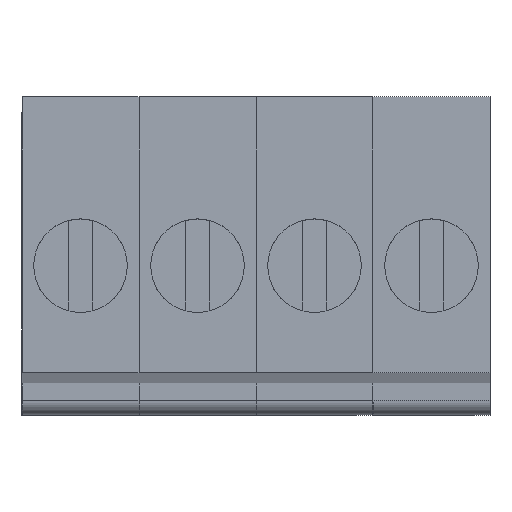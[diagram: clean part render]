
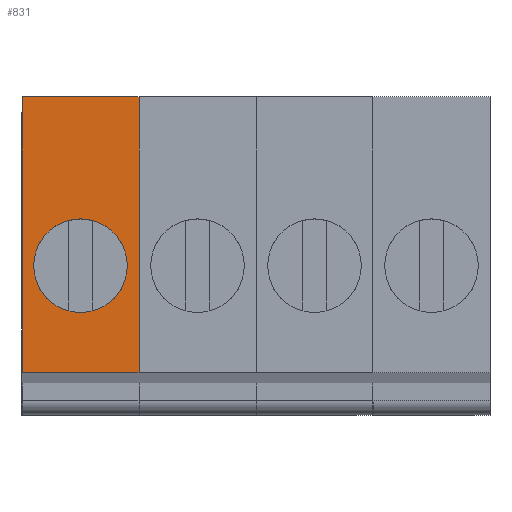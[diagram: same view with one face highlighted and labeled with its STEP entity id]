
A CAD part, top view. The second image highlights one B-rep face of the part: STEP entity #831.
In plain terms, the highlighted planar face has unit normal (0, 0, 1).
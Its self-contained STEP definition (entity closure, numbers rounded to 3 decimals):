
#101 = CYLINDRICAL_SURFACE('',#102,1.4);
#102 = AXIS2_PLACEMENT_3D('',#103,#104,#105);
#103 = CARTESIAN_POINT('',(1.75,-5.05,18.195));
#104 = DIRECTION('',(0.,0.,1.));
#105 = DIRECTION('',(0.,-1.,0.));
#442 = VERTEX_POINT('',#443);
#443 = CARTESIAN_POINT('',(1.75,-6.45,18.195));
#463 = EDGE_CURVE('',#464,#442,#466,.T.);
#464 = VERTEX_POINT('',#465);
#465 = CARTESIAN_POINT('',(1.75,-3.65,18.195));
#466 = SURFACE_CURVE('',#467,(#472,#479),.PCURVE_S1.);
#467 = CIRCLE('',#468,1.4);
#468 = AXIS2_PLACEMENT_3D('',#469,#470,#471);
#469 = CARTESIAN_POINT('',(1.75,-5.05,18.195));
#470 = DIRECTION('',(0.,0.,1.));
#471 = DIRECTION('',(0.,-1.,0.));
#472 = PCURVE('',#101,#473);
#473 = DEFINITIONAL_REPRESENTATION('',(#474),#478);
#474 = LINE('',#475,#476);
#475 = CARTESIAN_POINT('',(0.,0.));
#476 = VECTOR('',#477,1.);
#477 = DIRECTION('',(1.,0.));
#478 = ( GEOMETRIC_REPRESENTATION_CONTEXT(2) 
PARAMETRIC_REPRESENTATION_CONTEXT() REPRESENTATION_CONTEXT('2D SPACE',''
  ) );
#479 = PCURVE('',#480,#485);
#480 = PLANE('',#481);
#481 = AXIS2_PLACEMENT_3D('',#482,#483,#484);
#482 = CARTESIAN_POINT('',(1.75,-4.125,18.195));
#483 = DIRECTION('',(0.,0.,1.));
#484 = DIRECTION('',(1.,0.,0.));
#485 = DEFINITIONAL_REPRESENTATION('',(#486),#490);
#486 = CIRCLE('',#487,1.4);
#487 = AXIS2_PLACEMENT_2D('',#488,#489);
#488 = CARTESIAN_POINT('',(0.,-0.925));
#489 = DIRECTION('',(0.,-1.));
#490 = ( GEOMETRIC_REPRESENTATION_CONTEXT(2) 
PARAMETRIC_REPRESENTATION_CONTEXT() REPRESENTATION_CONTEXT('2D SPACE',''
  ) );
#492 = EDGE_CURVE('',#464,#442,#493,.T.);
#493 = SURFACE_CURVE('',#494,(#499,#506),.PCURVE_S1.);
#494 = CIRCLE('',#495,1.4);
#495 = AXIS2_PLACEMENT_3D('',#496,#497,#498);
#496 = CARTESIAN_POINT('',(1.75,-5.05,18.195));
#497 = DIRECTION('',(0.,0.,-1.));
#498 = DIRECTION('',(0.,-1.,0.));
#499 = PCURVE('',#101,#500);
#500 = DEFINITIONAL_REPRESENTATION('',(#501),#505);
#501 = LINE('',#502,#503);
#502 = CARTESIAN_POINT('',(6.283,0.));
#503 = VECTOR('',#504,1.);
#504 = DIRECTION('',(-1.,0.));
#505 = ( GEOMETRIC_REPRESENTATION_CONTEXT(2) 
PARAMETRIC_REPRESENTATION_CONTEXT() REPRESENTATION_CONTEXT('2D SPACE',''
  ) );
#506 = PCURVE('',#480,#507);
#507 = DEFINITIONAL_REPRESENTATION('',(#508),#516);
#508 = ( BOUNDED_CURVE() B_SPLINE_CURVE(2,(#509,#510,#511,#512,#513,#514
,#515),.UNSPECIFIED.,.T.,.F.) B_SPLINE_CURVE_WITH_KNOTS((1,2,2,2,2,1),(
    -2.094,0.,2.094,4.189,6.283,
8.378),.UNSPECIFIED.) CURVE() GEOMETRIC_REPRESENTATION_ITEM() 
RATIONAL_B_SPLINE_CURVE((1.,0.5,1.,0.5,1.,0.5,1.)) REPRESENTATION_ITEM(
  '') );
#509 = CARTESIAN_POINT('',(0.,-2.325));
#510 = CARTESIAN_POINT('',(-2.425,-2.325));
#511 = CARTESIAN_POINT('',(-1.212,-0.225));
#512 = CARTESIAN_POINT('',(0.,1.875));
#513 = CARTESIAN_POINT('',(1.212,-0.225));
#514 = CARTESIAN_POINT('',(2.425,-2.325));
#515 = CARTESIAN_POINT('',(0.,-2.325));
#516 = ( GEOMETRIC_REPRESENTATION_CONTEXT(2) 
PARAMETRIC_REPRESENTATION_CONTEXT() REPRESENTATION_CONTEXT('2D SPACE',''
  ) );
#534 = PLANE('',#535);
#535 = AXIS2_PLACEMENT_3D('',#536,#537,#538);
#536 = CARTESIAN_POINT('',(0.,-4.917,8.938));
#537 = DIRECTION('',(1.,0.,0.));
#538 = DIRECTION('',(0.,0.,1.));
#643 = VERTEX_POINT('',#644);
#644 = CARTESIAN_POINT('',(0.,0.,18.195));
#658 = PLANE('',#659);
#659 = AXIS2_PLACEMENT_3D('',#660,#661,#662);
#660 = CARTESIAN_POINT('',(1.75,0.,17.815));
#661 = DIRECTION('',(0.,1.,0.));
#662 = DIRECTION('',(1.,0.,0.));
#670 = EDGE_CURVE('',#671,#643,#673,.T.);
#671 = VERTEX_POINT('',#672);
#672 = CARTESIAN_POINT('',(0.,-8.25,18.195));
#673 = SURFACE_CURVE('',#674,(#678,#685),.PCURVE_S1.);
#674 = LINE('',#675,#676);
#675 = CARTESIAN_POINT('',(0.,-8.25,18.195));
#676 = VECTOR('',#677,1.);
#677 = DIRECTION('',(0.,1.,0.));
#678 = PCURVE('',#534,#679);
#679 = DEFINITIONAL_REPRESENTATION('',(#680),#684);
#680 = LINE('',#681,#682);
#681 = CARTESIAN_POINT('',(9.257,3.333));
#682 = VECTOR('',#683,1.);
#683 = DIRECTION('',(0.,-1.));
#684 = ( GEOMETRIC_REPRESENTATION_CONTEXT(2) 
PARAMETRIC_REPRESENTATION_CONTEXT() REPRESENTATION_CONTEXT('2D SPACE',''
  ) );
#685 = PCURVE('',#480,#686);
#686 = DEFINITIONAL_REPRESENTATION('',(#687),#691);
#687 = LINE('',#688,#689);
#688 = CARTESIAN_POINT('',(-1.75,-4.125));
#689 = VECTOR('',#690,1.);
#690 = DIRECTION('',(0.,1.));
#691 = ( GEOMETRIC_REPRESENTATION_CONTEXT(2) 
PARAMETRIC_REPRESENTATION_CONTEXT() REPRESENTATION_CONTEXT('2D SPACE',''
  ) );
#709 = PLANE('',#710);
#710 = AXIS2_PLACEMENT_3D('',#711,#712,#713);
#711 = CARTESIAN_POINT('',(1.75,-8.25,17.77));
#712 = DIRECTION('',(0.,-1.,-0.));
#713 = DIRECTION('',(-1.,0.,0.));
#831 = ADVANCED_FACE('',(#832,#907),#480,.T.);
#832 = FACE_BOUND('',#833,.T.);
#833 = EDGE_LOOP('',(#834,#835,#858,#886));
#834 = ORIENTED_EDGE('',*,*,#670,.F.);
#835 = ORIENTED_EDGE('',*,*,#836,.T.);
#836 = EDGE_CURVE('',#671,#837,#839,.T.);
#837 = VERTEX_POINT('',#838);
#838 = CARTESIAN_POINT('',(3.5,-8.25,18.195));
#839 = SURFACE_CURVE('',#840,(#844,#851),.PCURVE_S1.);
#840 = LINE('',#841,#842);
#841 = CARTESIAN_POINT('',(0.,-8.25,18.195));
#842 = VECTOR('',#843,1.);
#843 = DIRECTION('',(1.,0.,0.));
#844 = PCURVE('',#480,#845);
#845 = DEFINITIONAL_REPRESENTATION('',(#846),#850);
#846 = LINE('',#847,#848);
#847 = CARTESIAN_POINT('',(-1.75,-4.125));
#848 = VECTOR('',#849,1.);
#849 = DIRECTION('',(1.,0.));
#850 = ( GEOMETRIC_REPRESENTATION_CONTEXT(2) 
PARAMETRIC_REPRESENTATION_CONTEXT() REPRESENTATION_CONTEXT('2D SPACE',''
  ) );
#851 = PCURVE('',#709,#852);
#852 = DEFINITIONAL_REPRESENTATION('',(#853),#857);
#853 = LINE('',#854,#855);
#854 = CARTESIAN_POINT('',(1.75,-0.425));
#855 = VECTOR('',#856,1.);
#856 = DIRECTION('',(-1.,0.));
#857 = ( GEOMETRIC_REPRESENTATION_CONTEXT(2) 
PARAMETRIC_REPRESENTATION_CONTEXT() REPRESENTATION_CONTEXT('2D SPACE',''
  ) );
#858 = ORIENTED_EDGE('',*,*,#859,.T.);
#859 = EDGE_CURVE('',#837,#860,#862,.T.);
#860 = VERTEX_POINT('',#861);
#861 = CARTESIAN_POINT('',(3.5,0.,18.195));
#862 = SURFACE_CURVE('',#863,(#867,#874),.PCURVE_S1.);
#863 = LINE('',#864,#865);
#864 = CARTESIAN_POINT('',(3.5,-8.25,18.195));
#865 = VECTOR('',#866,1.);
#866 = DIRECTION('',(0.,1.,0.));
#867 = PCURVE('',#480,#868);
#868 = DEFINITIONAL_REPRESENTATION('',(#869),#873);
#869 = LINE('',#870,#871);
#870 = CARTESIAN_POINT('',(1.75,-4.125));
#871 = VECTOR('',#872,1.);
#872 = DIRECTION('',(0.,1.));
#873 = ( GEOMETRIC_REPRESENTATION_CONTEXT(2) 
PARAMETRIC_REPRESENTATION_CONTEXT() REPRESENTATION_CONTEXT('2D SPACE',''
  ) );
#874 = PCURVE('',#875,#880);
#875 = PLANE('',#876);
#876 = AXIS2_PLACEMENT_3D('',#877,#878,#879);
#877 = CARTESIAN_POINT('',(3.5,-4.917,8.938));
#878 = DIRECTION('',(-1.,0.,0.));
#879 = DIRECTION('',(0.,0.,-1.));
#880 = DEFINITIONAL_REPRESENTATION('',(#881),#885);
#881 = LINE('',#882,#883);
#882 = CARTESIAN_POINT('',(-9.257,3.333));
#883 = VECTOR('',#884,1.);
#884 = DIRECTION('',(0.,-1.));
#885 = ( GEOMETRIC_REPRESENTATION_CONTEXT(2) 
PARAMETRIC_REPRESENTATION_CONTEXT() REPRESENTATION_CONTEXT('2D SPACE',''
  ) );
#886 = ORIENTED_EDGE('',*,*,#887,.T.);
#887 = EDGE_CURVE('',#860,#643,#888,.T.);
#888 = SURFACE_CURVE('',#889,(#893,#900),.PCURVE_S1.);
#889 = LINE('',#890,#891);
#890 = CARTESIAN_POINT('',(3.5,0.,18.195));
#891 = VECTOR('',#892,1.);
#892 = DIRECTION('',(-1.,0.,0.));
#893 = PCURVE('',#480,#894);
#894 = DEFINITIONAL_REPRESENTATION('',(#895),#899);
#895 = LINE('',#896,#897);
#896 = CARTESIAN_POINT('',(1.75,4.125));
#897 = VECTOR('',#898,1.);
#898 = DIRECTION('',(-1.,0.));
#899 = ( GEOMETRIC_REPRESENTATION_CONTEXT(2) 
PARAMETRIC_REPRESENTATION_CONTEXT() REPRESENTATION_CONTEXT('2D SPACE',''
  ) );
#900 = PCURVE('',#658,#901);
#901 = DEFINITIONAL_REPRESENTATION('',(#902),#906);
#902 = LINE('',#903,#904);
#903 = CARTESIAN_POINT('',(1.75,-0.38));
#904 = VECTOR('',#905,1.);
#905 = DIRECTION('',(-1.,0.));
#906 = ( GEOMETRIC_REPRESENTATION_CONTEXT(2) 
PARAMETRIC_REPRESENTATION_CONTEXT() REPRESENTATION_CONTEXT('2D SPACE',''
  ) );
#907 = FACE_BOUND('',#908,.T.);
#908 = EDGE_LOOP('',(#909,#910));
#909 = ORIENTED_EDGE('',*,*,#463,.F.);
#910 = ORIENTED_EDGE('',*,*,#492,.T.);
